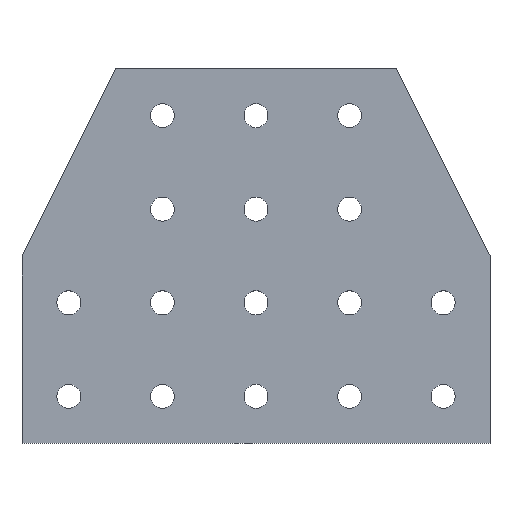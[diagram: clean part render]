
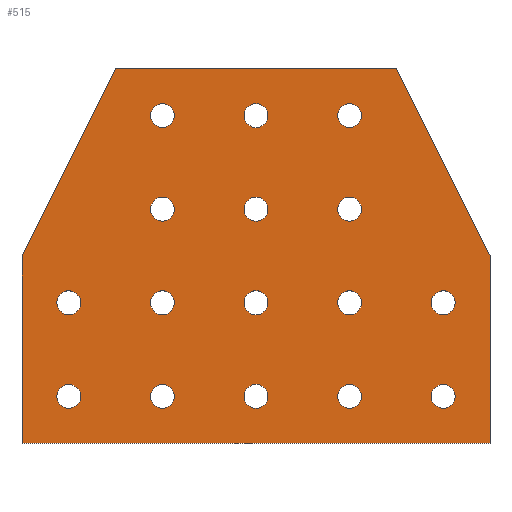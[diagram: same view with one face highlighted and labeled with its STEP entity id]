
A CAD part, top view. The second image highlights one B-rep face of the part: STEP entity #515.
In plain terms, the highlighted planar face has unit normal (0, 0, 1).
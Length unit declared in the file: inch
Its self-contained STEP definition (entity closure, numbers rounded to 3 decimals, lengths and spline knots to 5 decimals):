
#15=FACE_BOUND('',#102,.T.);
#16=FACE_BOUND('',#103,.T.);
#17=FACE_BOUND('',#104,.T.);
#18=FACE_BOUND('',#105,.T.);
#19=FACE_BOUND('',#106,.T.);
#20=FACE_BOUND('',#107,.T.);
#21=FACE_BOUND('',#108,.T.);
#22=FACE_BOUND('',#109,.T.);
#23=FACE_BOUND('',#110,.T.);
#24=FACE_BOUND('',#111,.T.);
#25=FACE_BOUND('',#112,.T.);
#26=FACE_BOUND('',#113,.T.);
#27=FACE_BOUND('',#114,.T.);
#28=FACE_BOUND('',#115,.T.);
#29=FACE_BOUND('',#116,.T.);
#30=FACE_BOUND('',#117,.T.);
#53=PLANE('',#591);
#77=FACE_OUTER_BOUND('',#101,.T.);
#101=EDGE_LOOP('',(#433,#434,#435,#436,#437,#438));
#102=EDGE_LOOP('',(#439));
#103=EDGE_LOOP('',(#440));
#104=EDGE_LOOP('',(#441));
#105=EDGE_LOOP('',(#442));
#106=EDGE_LOOP('',(#443));
#107=EDGE_LOOP('',(#444));
#108=EDGE_LOOP('',(#445));
#109=EDGE_LOOP('',(#446));
#110=EDGE_LOOP('',(#447));
#111=EDGE_LOOP('',(#448));
#112=EDGE_LOOP('',(#449));
#113=EDGE_LOOP('',(#450));
#114=EDGE_LOOP('',(#451));
#115=EDGE_LOOP('',(#452));
#116=EDGE_LOOP('',(#453));
#117=EDGE_LOOP('',(#454));
#153=LINE('',#845,#187);
#156=LINE('',#851,#190);
#159=LINE('',#857,#193);
#162=LINE('',#863,#196);
#165=LINE('',#869,#199);
#168=LINE('',#873,#202);
#187=VECTOR('',#711,0.3937);
#190=VECTOR('',#716,0.3937);
#193=VECTOR('',#721,0.3937);
#196=VECTOR('',#726,0.3937);
#199=VECTOR('',#731,0.3937);
#202=VECTOR('',#736,0.3937);
#203=CIRCLE('',#538,0.128);
#205=CIRCLE('',#541,0.128);
#207=CIRCLE('',#544,0.128);
#209=CIRCLE('',#547,0.128);
#211=CIRCLE('',#550,0.128);
#213=CIRCLE('',#553,0.128);
#215=CIRCLE('',#556,0.128);
#217=CIRCLE('',#559,0.128);
#219=CIRCLE('',#562,0.128);
#221=CIRCLE('',#565,0.128);
#223=CIRCLE('',#568,0.128);
#225=CIRCLE('',#571,0.128);
#227=CIRCLE('',#574,0.128);
#229=CIRCLE('',#577,0.128);
#231=CIRCLE('',#580,0.128);
#233=CIRCLE('',#583,0.128);
#235=VERTEX_POINT('',#743);
#237=VERTEX_POINT('',#749);
#239=VERTEX_POINT('',#755);
#241=VERTEX_POINT('',#761);
#243=VERTEX_POINT('',#767);
#245=VERTEX_POINT('',#773);
#247=VERTEX_POINT('',#779);
#249=VERTEX_POINT('',#785);
#251=VERTEX_POINT('',#791);
#253=VERTEX_POINT('',#797);
#255=VERTEX_POINT('',#803);
#257=VERTEX_POINT('',#809);
#259=VERTEX_POINT('',#815);
#261=VERTEX_POINT('',#821);
#263=VERTEX_POINT('',#827);
#265=VERTEX_POINT('',#833);
#269=VERTEX_POINT('',#842);
#270=VERTEX_POINT('',#844);
#272=VERTEX_POINT('',#850);
#274=VERTEX_POINT('',#856);
#276=VERTEX_POINT('',#862);
#278=VERTEX_POINT('',#868);
#279=EDGE_CURVE('',#235,#235,#203,.T.);
#282=EDGE_CURVE('',#237,#237,#205,.T.);
#285=EDGE_CURVE('',#239,#239,#207,.T.);
#288=EDGE_CURVE('',#241,#241,#209,.T.);
#291=EDGE_CURVE('',#243,#243,#211,.T.);
#294=EDGE_CURVE('',#245,#245,#213,.T.);
#297=EDGE_CURVE('',#247,#247,#215,.T.);
#300=EDGE_CURVE('',#249,#249,#217,.T.);
#303=EDGE_CURVE('',#251,#251,#219,.T.);
#306=EDGE_CURVE('',#253,#253,#221,.T.);
#309=EDGE_CURVE('',#255,#255,#223,.T.);
#312=EDGE_CURVE('',#257,#257,#225,.T.);
#315=EDGE_CURVE('',#259,#259,#227,.T.);
#318=EDGE_CURVE('',#261,#261,#229,.T.);
#321=EDGE_CURVE('',#263,#263,#231,.T.);
#324=EDGE_CURVE('',#265,#265,#233,.T.);
#329=EDGE_CURVE('',#270,#269,#153,.T.);
#332=EDGE_CURVE('',#272,#270,#156,.T.);
#335=EDGE_CURVE('',#274,#272,#159,.T.);
#338=EDGE_CURVE('',#276,#274,#162,.T.);
#341=EDGE_CURVE('',#278,#276,#165,.T.);
#344=EDGE_CURVE('',#269,#278,#168,.T.);
#433=ORIENTED_EDGE('',*,*,#344,.T.);
#434=ORIENTED_EDGE('',*,*,#341,.T.);
#435=ORIENTED_EDGE('',*,*,#338,.T.);
#436=ORIENTED_EDGE('',*,*,#335,.T.);
#437=ORIENTED_EDGE('',*,*,#332,.T.);
#438=ORIENTED_EDGE('',*,*,#329,.T.);
#439=ORIENTED_EDGE('',*,*,#324,.T.);
#440=ORIENTED_EDGE('',*,*,#321,.T.);
#441=ORIENTED_EDGE('',*,*,#318,.T.);
#442=ORIENTED_EDGE('',*,*,#315,.T.);
#443=ORIENTED_EDGE('',*,*,#312,.T.);
#444=ORIENTED_EDGE('',*,*,#309,.T.);
#445=ORIENTED_EDGE('',*,*,#306,.T.);
#446=ORIENTED_EDGE('',*,*,#303,.T.);
#447=ORIENTED_EDGE('',*,*,#300,.T.);
#448=ORIENTED_EDGE('',*,*,#297,.T.);
#449=ORIENTED_EDGE('',*,*,#294,.T.);
#450=ORIENTED_EDGE('',*,*,#291,.T.);
#451=ORIENTED_EDGE('',*,*,#288,.T.);
#452=ORIENTED_EDGE('',*,*,#285,.T.);
#453=ORIENTED_EDGE('',*,*,#282,.T.);
#454=ORIENTED_EDGE('',*,*,#279,.T.);
#515=ADVANCED_FACE('',(#77,#15,#16,#17,#18,#19,#20,#21,#22,#23,#24,#25,
#26,#27,#28,#29,#30),#53,.T.);
#538=AXIS2_PLACEMENT_3D('',#744,#597,#598);
#541=AXIS2_PLACEMENT_3D('',#750,#604,#605);
#544=AXIS2_PLACEMENT_3D('',#756,#611,#612);
#547=AXIS2_PLACEMENT_3D('',#762,#618,#619);
#550=AXIS2_PLACEMENT_3D('',#768,#625,#626);
#553=AXIS2_PLACEMENT_3D('',#774,#632,#633);
#556=AXIS2_PLACEMENT_3D('',#780,#639,#640);
#559=AXIS2_PLACEMENT_3D('',#786,#646,#647);
#562=AXIS2_PLACEMENT_3D('',#792,#653,#654);
#565=AXIS2_PLACEMENT_3D('',#798,#660,#661);
#568=AXIS2_PLACEMENT_3D('',#804,#667,#668);
#571=AXIS2_PLACEMENT_3D('',#810,#674,#675);
#574=AXIS2_PLACEMENT_3D('',#816,#681,#682);
#577=AXIS2_PLACEMENT_3D('',#822,#688,#689);
#580=AXIS2_PLACEMENT_3D('',#828,#695,#696);
#583=AXIS2_PLACEMENT_3D('',#834,#702,#703);
#591=AXIS2_PLACEMENT_3D('',#874,#737,#738);
#597=DIRECTION('center_axis',(0.,0.,-1.));
#598=DIRECTION('ref_axis',(-1.,0.,0.));
#604=DIRECTION('center_axis',(0.,0.,-1.));
#605=DIRECTION('ref_axis',(-1.,0.,0.));
#611=DIRECTION('center_axis',(0.,0.,-1.));
#612=DIRECTION('ref_axis',(-1.,0.,0.));
#618=DIRECTION('center_axis',(0.,0.,-1.));
#619=DIRECTION('ref_axis',(-1.,0.,0.));
#625=DIRECTION('center_axis',(0.,0.,-1.));
#626=DIRECTION('ref_axis',(-1.,0.,0.));
#632=DIRECTION('center_axis',(0.,0.,-1.));
#633=DIRECTION('ref_axis',(-1.,0.,0.));
#639=DIRECTION('center_axis',(0.,0.,-1.));
#640=DIRECTION('ref_axis',(-1.,0.,0.));
#646=DIRECTION('center_axis',(0.,0.,-1.));
#647=DIRECTION('ref_axis',(-1.,0.,0.));
#653=DIRECTION('center_axis',(0.,0.,-1.));
#654=DIRECTION('ref_axis',(-1.,0.,0.));
#660=DIRECTION('center_axis',(0.,0.,-1.));
#661=DIRECTION('ref_axis',(-1.,0.,0.));
#667=DIRECTION('center_axis',(0.,0.,-1.));
#668=DIRECTION('ref_axis',(-1.,0.,0.));
#674=DIRECTION('center_axis',(0.,0.,-1.));
#675=DIRECTION('ref_axis',(-1.,0.,0.));
#681=DIRECTION('center_axis',(0.,0.,-1.));
#682=DIRECTION('ref_axis',(-1.,0.,0.));
#688=DIRECTION('center_axis',(0.,0.,-1.));
#689=DIRECTION('ref_axis',(-1.,0.,0.));
#695=DIRECTION('center_axis',(0.,0.,-1.));
#696=DIRECTION('ref_axis',(-1.,0.,0.));
#702=DIRECTION('center_axis',(0.,0.,-1.));
#703=DIRECTION('ref_axis',(-1.,0.,0.));
#711=DIRECTION('',(0.,-1.,0.));
#716=DIRECTION('',(-0.447,-0.894,0.));
#721=DIRECTION('',(-1.,0.,0.));
#726=DIRECTION('',(-0.447,0.894,0.));
#731=DIRECTION('',(0.,1.,0.));
#736=DIRECTION('',(1.,0.,0.));
#737=DIRECTION('center_axis',(0.,0.,1.));
#738=DIRECTION('ref_axis',(1.,0.,0.));
#743=CARTESIAN_POINT('',(2.628,3.5,0.25));
#744=CARTESIAN_POINT('Origin',(2.5,3.5,0.25));
#749=CARTESIAN_POINT('',(3.628,2.5,0.25));
#750=CARTESIAN_POINT('Origin',(3.5,2.5,0.25));
#755=CARTESIAN_POINT('',(1.628,2.5,0.25));
#756=CARTESIAN_POINT('Origin',(1.5,2.5,0.25));
#761=CARTESIAN_POINT('',(3.628,1.5,0.25));
#762=CARTESIAN_POINT('Origin',(3.5,1.5,0.25));
#767=CARTESIAN_POINT('',(0.628,0.5,0.25));
#768=CARTESIAN_POINT('Origin',(0.5,0.5,0.25));
#773=CARTESIAN_POINT('',(1.628,0.5,0.25));
#774=CARTESIAN_POINT('Origin',(1.5,0.5,0.25));
#779=CARTESIAN_POINT('',(2.628,0.5,0.25));
#780=CARTESIAN_POINT('Origin',(2.5,0.5,0.25));
#785=CARTESIAN_POINT('',(3.628,0.5,0.25));
#786=CARTESIAN_POINT('Origin',(3.5,0.5,0.25));
#791=CARTESIAN_POINT('',(4.628,0.5,0.25));
#792=CARTESIAN_POINT('Origin',(4.5,0.5,0.25));
#797=CARTESIAN_POINT('',(0.628,1.5,0.25));
#798=CARTESIAN_POINT('Origin',(0.5,1.5,0.25));
#803=CARTESIAN_POINT('',(1.628,1.5,0.25));
#804=CARTESIAN_POINT('Origin',(1.5,1.5,0.25));
#809=CARTESIAN_POINT('',(2.628,1.5,0.25));
#810=CARTESIAN_POINT('Origin',(2.5,1.5,0.25));
#815=CARTESIAN_POINT('',(4.628,1.5,0.25));
#816=CARTESIAN_POINT('Origin',(4.5,1.5,0.25));
#821=CARTESIAN_POINT('',(2.628,2.5,0.25));
#822=CARTESIAN_POINT('Origin',(2.5,2.5,0.25));
#827=CARTESIAN_POINT('',(1.628,3.5,0.25));
#828=CARTESIAN_POINT('Origin',(1.5,3.5,0.25));
#833=CARTESIAN_POINT('',(3.628,3.5,0.25));
#834=CARTESIAN_POINT('Origin',(3.5,3.5,0.25));
#842=CARTESIAN_POINT('',(0.,0.,0.25));
#844=CARTESIAN_POINT('',(0.,2.,0.25));
#845=CARTESIAN_POINT('',(0.,2.,0.25));
#850=CARTESIAN_POINT('',(1.,4.,0.25));
#851=CARTESIAN_POINT('',(1.,4.,0.25));
#856=CARTESIAN_POINT('',(4.,4.,0.25));
#857=CARTESIAN_POINT('',(4.,4.,0.25));
#862=CARTESIAN_POINT('',(5.,2.,0.25));
#863=CARTESIAN_POINT('',(5.,2.,0.25));
#868=CARTESIAN_POINT('',(5.,0.,0.25));
#869=CARTESIAN_POINT('',(5.,0.,0.25));
#873=CARTESIAN_POINT('',(0.,0.,0.25));
#874=CARTESIAN_POINT('Origin',(2.5,2.,0.25));
